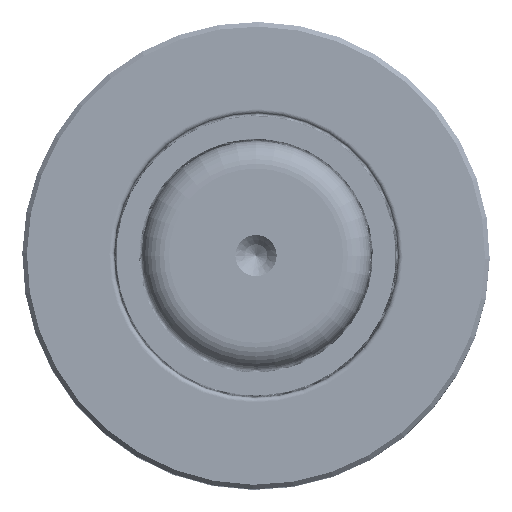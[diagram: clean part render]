
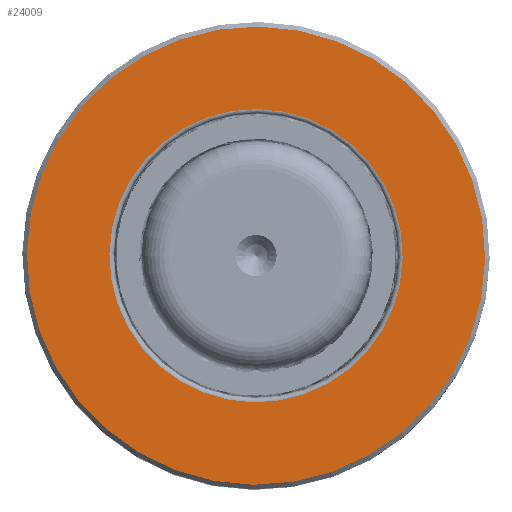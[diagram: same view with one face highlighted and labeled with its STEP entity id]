
A CAD part, top view. The second image highlights one B-rep face of the part: STEP entity #24009.
In plain terms, the highlighted face is planar.
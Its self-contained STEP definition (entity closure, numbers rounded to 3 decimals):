
#1102 = EDGE_CURVE ( 'NONE', #36843, #56409, #59926, .T. ) ;
#5769 = DIRECTION ( 'NONE',  ( 0., 0., -1. ) ) ;
#7051 = DIRECTION ( 'NONE',  ( 0., 0., -1. ) ) ;
#7782 = EDGE_CURVE ( 'NONE', #41303, #22280, #20526, .T. ) ;
#11736 = EDGE_CURVE ( 'NONE', #22280, #41303, #12593, .T. ) ;
#12593 = CIRCLE ( 'NONE', #44966, 25. ) ;
#12646 = CARTESIAN_POINT ( 'NONE',  ( 0., 30.687, -16. ) ) ;
#14571 = CIRCLE ( 'NONE', #19437, 16. ) ;
#16946 = CARTESIAN_POINT ( 'NONE',  ( 0., 30.687, 0. ) ) ;
#19437 = AXIS2_PLACEMENT_3D ( 'NONE', #55551, #46140, #5769 ) ;
#19993 = CARTESIAN_POINT ( 'NONE',  ( 0., 30.687, 0. ) ) ;
#20526 = CIRCLE ( 'NONE', #50333, 25. ) ;
#22230 = EDGE_LOOP ( 'NONE', ( #27476, #63143 ) ) ;
#22267 = FACE_OUTER_BOUND ( 'NONE', #27635, .T. ) ;
#22280 = VERTEX_POINT ( 'NONE', #40181 ) ;
#23603 = CARTESIAN_POINT ( 'NONE',  ( 0., 30.687, -25. ) ) ;
#23838 = FACE_BOUND ( 'NONE', #22230, .T. ) ;
#24009 = ADVANCED_FACE ( 'NONE', ( #23838, #22267 ), #24724, .T. ) ;
#24724 = PLANE ( 'NONE',  #40912 ) ;
#26779 = AXIS2_PLACEMENT_3D ( 'NONE', #19993, #59212, #59862 ) ;
#27476 = ORIENTED_EDGE ( 'NONE', *, *, #57960, .T. ) ;
#27635 = EDGE_LOOP ( 'NONE', ( #46650, #32687 ) ) ;
#28100 = DIRECTION ( 'NONE',  ( 0., -1., 0. ) ) ;
#29557 = CARTESIAN_POINT ( 'NONE',  ( 0., 30.687, 16. ) ) ;
#32687 = ORIENTED_EDGE ( 'NONE', *, *, #11736, .F. ) ;
#33958 = CARTESIAN_POINT ( 'NONE',  ( 0., 30.687, 0. ) ) ;
#36843 = VERTEX_POINT ( 'NONE', #29557 ) ;
#37114 = DIRECTION ( 'NONE',  ( 0., -1., 0. ) ) ;
#40181 = CARTESIAN_POINT ( 'NONE',  ( 0., 30.687, 25. ) ) ;
#40912 = AXIS2_PLACEMENT_3D ( 'NONE', #55588, #64795, #60202 ) ;
#41303 = VERTEX_POINT ( 'NONE', #23603 ) ;
#44966 = AXIS2_PLACEMENT_3D ( 'NONE', #33958, #28100, #49280 ) ;
#46140 = DIRECTION ( 'NONE',  ( 0., -1., 0. ) ) ;
#46650 = ORIENTED_EDGE ( 'NONE', *, *, #7782, .F. ) ;
#49280 = DIRECTION ( 'NONE',  ( 0., 0., -1. ) ) ;
#50333 = AXIS2_PLACEMENT_3D ( 'NONE', #16946, #37114, #7051 ) ;
#55551 = CARTESIAN_POINT ( 'NONE',  ( 0., 30.687, 0. ) ) ;
#55588 = CARTESIAN_POINT ( 'NONE',  ( 25., 30.687, 0. ) ) ;
#56409 = VERTEX_POINT ( 'NONE', #12646 ) ;
#57960 = EDGE_CURVE ( 'NONE', #56409, #36843, #14571, .T. ) ;
#59212 = DIRECTION ( 'NONE',  ( 0., -1., 0. ) ) ;
#59862 = DIRECTION ( 'NONE',  ( 0., 0., -1. ) ) ;
#59926 = CIRCLE ( 'NONE', #26779, 16. ) ;
#60202 = DIRECTION ( 'NONE',  ( 0., 0., 1. ) ) ;
#63143 = ORIENTED_EDGE ( 'NONE', *, *, #1102, .T. ) ;
#64795 = DIRECTION ( 'NONE',  ( 0., 1., 0. ) ) ;
